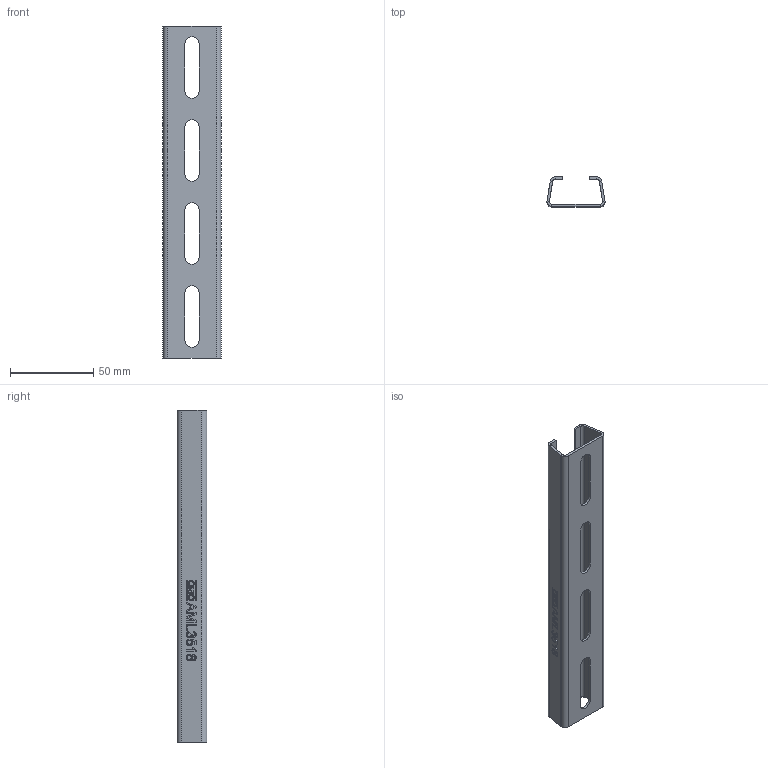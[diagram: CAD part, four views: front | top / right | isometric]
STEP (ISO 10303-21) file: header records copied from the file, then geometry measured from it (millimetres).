
FILE_DESCRIPTION (( 'STEP AP214' ), '1' );
FILE_NAME ('1119696_KSTP1.stp', '2018-07-27T09:27:50', ( '' ), ( '' ), 'SwSTEP 2.0', 'SolidWorks 2016', '' );
FILE_SCHEMA (( 'AUTOMOTIVE_DESIGN' ));
Length unit declared in the file: millimetre
Products named in the file (1): 1119696_KSTP1
Bounding box: 34.97 x 18 x 200 mm (x, y, z)
Volume: 20999.3 mm3; surface area: 29468.2 mm2
Topology: 1 solids, 1 shells, 202 faces, 511 edges, 330 vertices
Faces by surface type: plane 119, bspline 49, cylinder 34
Entity records: 8366 total; most frequent: CARTESIAN_POINT 3748, ORIENTED_EDGE 1022, DIRECTION 789, EDGE_CURVE 511, LINE 345, VECTOR 345, VERTEX_POINT 330, EDGE_LOOP 229
